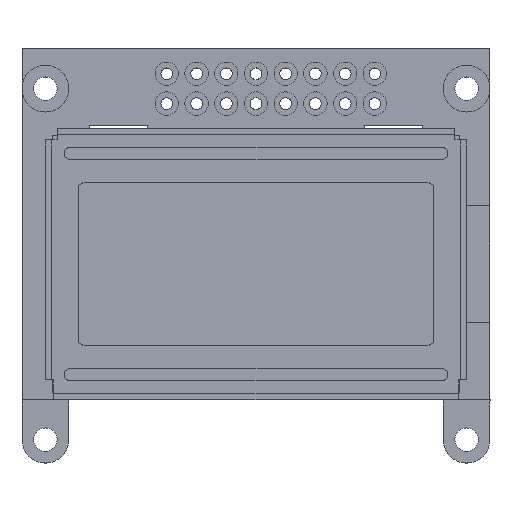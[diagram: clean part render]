
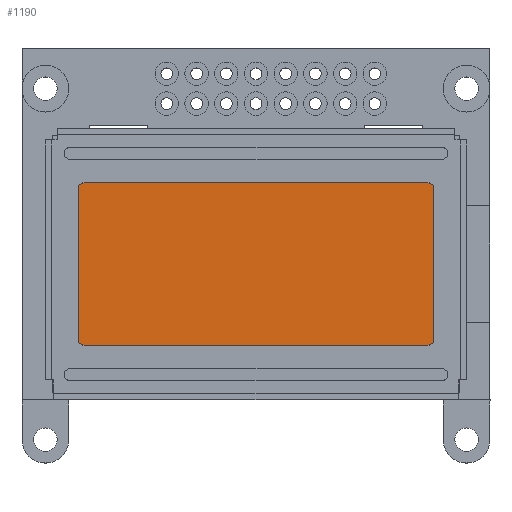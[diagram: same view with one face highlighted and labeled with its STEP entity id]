
A CAD part, top view. The second image highlights one B-rep face of the part: STEP entity #1190.
In plain terms, the highlighted planar face has unit normal (0, 0, 1).
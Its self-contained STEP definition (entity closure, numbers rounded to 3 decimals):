
#70 = CARTESIAN_POINT ( 'NONE',  ( 308.952, 116.991, 0. ) ) ;
#1099 = VECTOR ( 'NONE', #12971, 1000. ) ;
#1190 = ADVANCED_FACE ( 'NONE', ( #3101 ), #2320, .F. ) ;
#1522 = EDGE_LOOP ( 'NONE', ( #8943, #7773, #2079, #3829 ) ) ;
#1675 = VECTOR ( 'NONE', #3991, 1000. ) ;
#1748 = VECTOR ( 'NONE', #8866, 1000. ) ;
#2079 = ORIENTED_EDGE ( 'NONE', *, *, #12475, .F. ) ;
#2320 = PLANE ( 'NONE',  #2357 ) ;
#2357 = AXIS2_PLACEMENT_3D ( 'NONE', #11724, #11673, #11269 ) ;
#2462 = CARTESIAN_POINT ( 'NONE',  ( 343.552, 116.991, 0. ) ) ;
#2986 = EDGE_CURVE ( 'NONE', #3562, #10460, #9598, .T. ) ;
#3101 = FACE_OUTER_BOUND ( 'NONE', #1522, .T. ) ;
#3235 = CARTESIAN_POINT ( 'NONE',  ( 308.952, 133.791, 0. ) ) ;
#3562 = VERTEX_POINT ( 'NONE', #8952 ) ;
#3613 = CARTESIAN_POINT ( 'NONE',  ( 308.952, 133.791, 0. ) ) ;
#3829 = ORIENTED_EDGE ( 'NONE', *, *, #2986, .F. ) ;
#3904 = LINE ( 'NONE', #2462, #1748 ) ;
#3991 = DIRECTION ( 'NONE',  ( 0., 1., 0. ) ) ;
#6154 = CARTESIAN_POINT ( 'NONE',  ( 308.952, 116.991, 0. ) ) ;
#7169 = LINE ( 'NONE', #3235, #10323 ) ;
#7686 = EDGE_CURVE ( 'NONE', #11729, #13119, #7169, .T. ) ;
#7773 = ORIENTED_EDGE ( 'NONE', *, *, #7686, .F. ) ;
#8866 = DIRECTION ( 'NONE',  ( 0., -1., 0. ) ) ;
#8943 = ORIENTED_EDGE ( 'NONE', *, *, #9683, .F. ) ;
#8952 = CARTESIAN_POINT ( 'NONE',  ( 343.552, 116.991, 0. ) ) ;
#9598 = LINE ( 'NONE', #12926, #1099 ) ;
#9683 = EDGE_CURVE ( 'NONE', #13119, #3562, #3904, .T. ) ;
#10153 = LINE ( 'NONE', #6154, #1675 ) ;
#10323 = VECTOR ( 'NONE', #10671, 1000. ) ;
#10460 = VERTEX_POINT ( 'NONE', #70 ) ;
#10671 = DIRECTION ( 'NONE',  ( 1., 0., 0. ) ) ;
#11269 = DIRECTION ( 'NONE',  ( -1., 0., 0. ) ) ;
#11673 = DIRECTION ( 'NONE',  ( 0., 0., -1. ) ) ;
#11724 = CARTESIAN_POINT ( 'NONE',  ( 343.552, 116.991, 0. ) ) ;
#11729 = VERTEX_POINT ( 'NONE', #3613 ) ;
#11990 = CARTESIAN_POINT ( 'NONE',  ( 343.552, 133.791, 0. ) ) ;
#12475 = EDGE_CURVE ( 'NONE', #10460, #11729, #10153, .T. ) ;
#12926 = CARTESIAN_POINT ( 'NONE',  ( 308.952, 116.991, 0. ) ) ;
#12971 = DIRECTION ( 'NONE',  ( -1., 0., 0. ) ) ;
#13119 = VERTEX_POINT ( 'NONE', #11990 ) ;
